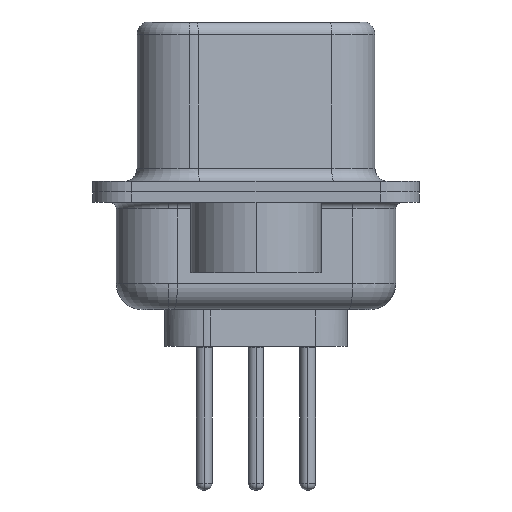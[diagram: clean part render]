
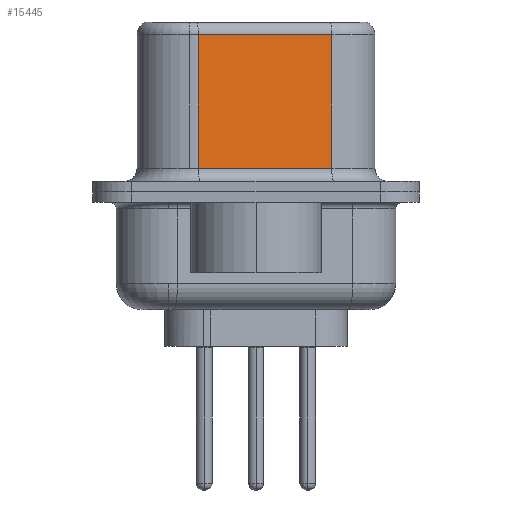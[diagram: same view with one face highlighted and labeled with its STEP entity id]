
A CAD part, left-side view. The second image highlights one B-rep face of the part: STEP entity #15445.
In plain terms, the highlighted planar face has unit normal (-0.985, -0.174, 0).
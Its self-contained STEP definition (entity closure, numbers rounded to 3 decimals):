
#685 = EDGE_CURVE ( 'NONE', #4896, #3870, #15406, .T. ) ;
#838 = CARTESIAN_POINT ( 'NONE',  ( 3.68, 2.203, 0.9 ) ) ;
#1042 = PLANE ( 'NONE',  #2747 ) ;
#1751 = VECTOR ( 'NONE', #7311, 1000. ) ;
#1853 = VERTEX_POINT ( 'NONE', #838 ) ;
#2164 = CARTESIAN_POINT ( 'NONE',  ( 4.58, -2.897, 6.02 ) ) ;
#2333 = DIRECTION ( 'NONE',  ( 0.985, 0.174, 0. ) ) ;
#2747 = AXIS2_PLACEMENT_3D ( 'NONE', #11207, #2333, #11269 ) ;
#2749 = CARTESIAN_POINT ( 'NONE',  ( 4.58, -2.897, 6.02 ) ) ;
#3079 = LINE ( 'NONE', #10028, #13248 ) ;
#3870 = VERTEX_POINT ( 'NONE', #8636 ) ;
#4378 = ORIENTED_EDGE ( 'NONE', *, *, #12769, .T. ) ;
#4896 = VERTEX_POINT ( 'NONE', #2749 ) ;
#5249 = VECTOR ( 'NONE', #6661, 1000. ) ;
#5725 = EDGE_CURVE ( 'NONE', #4896, #8090, #11935, .T. ) ;
#6166 = LINE ( 'NONE', #8006, #15954 ) ;
#6661 = DIRECTION ( 'NONE',  ( 0., 0., -1. ) ) ;
#6720 = DIRECTION ( 'NONE',  ( 0., 0., -1. ) ) ;
#6810 = ORIENTED_EDGE ( 'NONE', *, *, #5725, .T. ) ;
#7311 = DIRECTION ( 'NONE',  ( -0.174, 0.985, 0. ) ) ;
#7875 = CARTESIAN_POINT ( 'NONE',  ( 3.68, 2.203, 6.02 ) ) ;
#8006 = CARTESIAN_POINT ( 'NONE',  ( 3.68, 2.203, 6.52 ) ) ;
#8057 = ORIENTED_EDGE ( 'NONE', *, *, #15730, .T. ) ;
#8090 = VERTEX_POINT ( 'NONE', #7875 ) ;
#8636 = CARTESIAN_POINT ( 'NONE',  ( 4.58, -2.897, 0.9 ) ) ;
#10028 = CARTESIAN_POINT ( 'NONE',  ( 4.58, -2.897, 0.9 ) ) ;
#10049 = FACE_OUTER_BOUND ( 'NONE', #16255, .T. ) ;
#11207 = CARTESIAN_POINT ( 'NONE',  ( 4.58, -2.897, 6.52 ) ) ;
#11269 = DIRECTION ( 'NONE',  ( -0.174, 0.985, 0. ) ) ;
#11935 = LINE ( 'NONE', #2164, #1751 ) ;
#12769 = EDGE_CURVE ( 'NONE', #8090, #1853, #6166, .T. ) ;
#13248 = VECTOR ( 'NONE', #15162, 1000. ) ;
#14311 = CARTESIAN_POINT ( 'NONE',  ( 4.58, -2.897, 6.52 ) ) ;
#15162 = DIRECTION ( 'NONE',  ( 0.174, -0.985, 0. ) ) ;
#15406 = LINE ( 'NONE', #14311, #5249 ) ;
#15445 = ADVANCED_FACE ( 'NONE', ( #10049 ), #1042, .F. ) ;
#15730 = EDGE_CURVE ( 'NONE', #1853, #3870, #3079, .T. ) ;
#15954 = VECTOR ( 'NONE', #6720, 1000. ) ;
#16255 = EDGE_LOOP ( 'NONE', ( #16425, #6810, #4378, #8057 ) ) ;
#16425 = ORIENTED_EDGE ( 'NONE', *, *, #685, .F. ) ;
